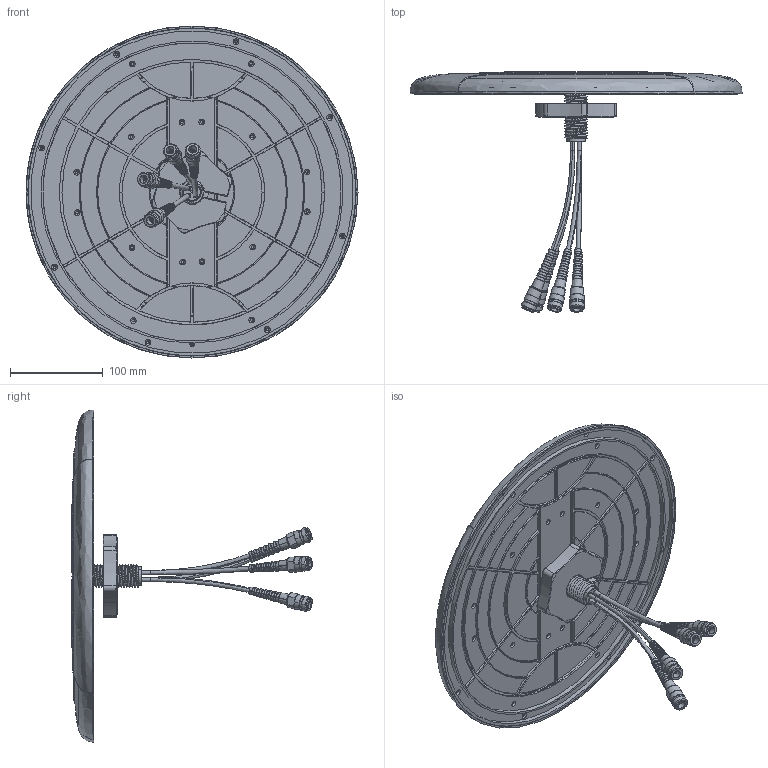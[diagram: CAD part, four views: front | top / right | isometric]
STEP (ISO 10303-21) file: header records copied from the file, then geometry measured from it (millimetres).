
FILE_DESCRIPTION (( 'STEP AP203' ), '1' );
FILE_NAME ('HG65806QPCUPR-NF_3D.STEP', '2022-06-06T16:54:14', ( '' ), ( '' ), 'SwSTEP 2.0', 'SolidWorks 2021', '' );
FILE_SCHEMA (( 'CONFIG_CONTROL_DESIGN' ));
Length unit declared in the file: millimetre
Products named in the file (8): ??ABS??.stp___; ??????_?????????_NF????(AI617-6000HHHH06i360A).stp___; 01.02.31AEH-??9_??????.stp___; N-F ??.stp___; HG65806QPCUPR-NF_3D; ????.stp___; ???_402_BLUE.stp___; 01.08.21AAM-01(???????_??????)???_20190701.stp___
Assembly tree (16 placements, depth 3):
  HG65806QPCUPR-NF_3D
    ??????_?????????_NF????(AI617-6000HHHH06i360A).stp___
      01.02.31AEH-??9_??????.stp___
      01.08.21AAM-01(???????_??????)???_20190701.stp___
      ???_402_BLUE.stp___  x4
      ??ABS??.stp___
      N-F ??.stp___  x4
      ????.stp___  x4
Bounding box: 358.51 x 259.81 x 358.51 mm (x, y, z)
Volume: 1558013.5 mm3; surface area: 391479.5 mm2
Topology: 19 solids, 19 shells, 1456 faces, 3406 edges, 2170 vertices
Faces by surface type: cone 460, plane 422, cylinder 335, bspline 145, torus 78, sphere 16
Entity records: 54687 total; most frequent: CARTESIAN_POINT 30107, ORIENTED_EDGE 5104, DIRECTION 4726, EDGE_CURVE 2552, AXIS2_PLACEMENT_3D 2027, VERTEX_POINT 1630, EDGE_LOOP 1180, CIRCLE 1104
